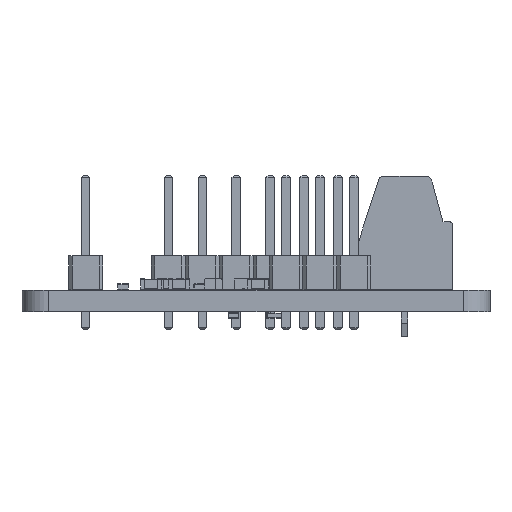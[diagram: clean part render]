
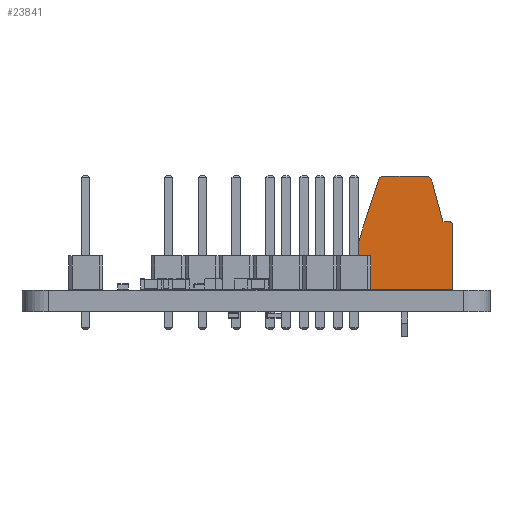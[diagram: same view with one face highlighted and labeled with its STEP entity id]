
A CAD part, left-side view. The second image highlights one B-rep face of the part: STEP entity #23841.
In plain terms, the highlighted planar face has unit normal (-1, 0, 0).
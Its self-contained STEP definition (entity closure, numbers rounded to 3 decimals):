
#23786 = VERTEX_POINT('',#23787);
#23787 = CARTESIAN_POINT('',(-2.,1.487,8.5));
#23793 = EDGE_CURVE('',#23794,#23786,#23796,.T.);
#23794 = VERTEX_POINT('',#23795);
#23795 = CARTESIAN_POINT('',(-2.,-1.566,8.5));
#23796 = LINE('',#23797,#23798);
#23797 = CARTESIAN_POINT('',(-2.,-1.566,8.5));
#23798 = VECTOR('',#23799,1.);
#23799 = DIRECTION('',(0.,1.,0.));
#23841 = ADVANCED_FACE('',(#23842),#23918,.F.);
#23842 = FACE_BOUND('',#23843,.T.);
#23843 = EDGE_LOOP('',(#23844,#23854,#23863,#23871,#23879,#23886,#23887,
    #23896,#23904,#23912));
#23844 = ORIENTED_EDGE('',*,*,#23845,.F.);
#23845 = EDGE_CURVE('',#23846,#23848,#23850,.T.);
#23846 = VERTEX_POINT('',#23847);
#23847 = CARTESIAN_POINT('',(-2.,-3.6,4.8));
#23848 = VERTEX_POINT('',#23849);
#23849 = CARTESIAN_POINT('',(-2.,-3.6,0.));
#23850 = LINE('',#23851,#23852);
#23851 = CARTESIAN_POINT('',(-2.,-3.6,-20.821));
#23852 = VECTOR('',#23853,1.);
#23853 = DIRECTION('',(0.,0.,-1.));
#23854 = ORIENTED_EDGE('',*,*,#23855,.F.);
#23855 = EDGE_CURVE('',#23856,#23846,#23858,.T.);
#23856 = VERTEX_POINT('',#23857);
#23857 = CARTESIAN_POINT('',(-2.,-3.3,5.1));
#23858 = CIRCLE('',#23859,0.3);
#23859 = AXIS2_PLACEMENT_3D('',#23860,#23861,#23862);
#23860 = CARTESIAN_POINT('',(-2.,-3.3,4.8));
#23861 = DIRECTION('',(1.,0.,0.));
#23862 = DIRECTION('',(0.,1.,0.));
#23863 = ORIENTED_EDGE('',*,*,#23864,.F.);
#23864 = EDGE_CURVE('',#23865,#23856,#23867,.T.);
#23865 = VERTEX_POINT('',#23866);
#23866 = CARTESIAN_POINT('',(-2.,-2.861,5.1));
#23867 = LINE('',#23868,#23869);
#23868 = CARTESIAN_POINT('',(-2.,-2.861,5.1));
#23869 = VECTOR('',#23870,1.);
#23870 = DIRECTION('',(0.,-1.,0.));
#23871 = ORIENTED_EDGE('',*,*,#23872,.F.);
#23872 = EDGE_CURVE('',#23873,#23865,#23875,.T.);
#23873 = VERTEX_POINT('',#23874);
#23874 = CARTESIAN_POINT('',(-2.,-2.049,8.129));
#23875 = LINE('',#23876,#23877);
#23876 = CARTESIAN_POINT('',(-2.,-2.049,8.129));
#23877 = VECTOR('',#23878,1.);
#23878 = DIRECTION('',(0.,-0.259,
    -0.966));
#23879 = ORIENTED_EDGE('',*,*,#23880,.F.);
#23880 = EDGE_CURVE('',#23794,#23873,#23881,.T.);
#23881 = CIRCLE('',#23882,0.5);
#23882 = AXIS2_PLACEMENT_3D('',#23883,#23884,#23885);
#23883 = CARTESIAN_POINT('',(-2.,-1.566,8.));
#23884 = DIRECTION('',(1.,0.,0.));
#23885 = DIRECTION('',(0.,1.,0.));
#23886 = ORIENTED_EDGE('',*,*,#23793,.T.);
#23887 = ORIENTED_EDGE('',*,*,#23888,.F.);
#23888 = EDGE_CURVE('',#23889,#23786,#23891,.T.);
#23889 = VERTEX_POINT('',#23890);
#23890 = CARTESIAN_POINT('',(-2.,1.962,8.155));
#23891 = CIRCLE('',#23892,0.5);
#23892 = AXIS2_PLACEMENT_3D('',#23893,#23894,#23895);
#23893 = CARTESIAN_POINT('',(-2.,1.487,8.));
#23894 = DIRECTION('',(1.,0.,0.));
#23895 = DIRECTION('',(0.,1.,0.));
#23896 = ORIENTED_EDGE('',*,*,#23897,.F.);
#23897 = EDGE_CURVE('',#23898,#23889,#23900,.T.);
#23898 = VERTEX_POINT('',#23899);
#23899 = CARTESIAN_POINT('',(-2.,3.7,2.806));
#23900 = LINE('',#23901,#23902);
#23901 = CARTESIAN_POINT('',(-2.,3.7,2.806));
#23902 = VECTOR('',#23903,1.);
#23903 = DIRECTION('',(0.,-0.309,0.951)
  );
#23904 = ORIENTED_EDGE('',*,*,#23905,.F.);
#23905 = EDGE_CURVE('',#23906,#23898,#23908,.T.);
#23906 = VERTEX_POINT('',#23907);
#23907 = CARTESIAN_POINT('',(-2.,3.7,0.));
#23908 = LINE('',#23909,#23910);
#23909 = CARTESIAN_POINT('',(-2.,3.7,0.));
#23910 = VECTOR('',#23911,1.);
#23911 = DIRECTION('',(0.,0.,1.));
#23912 = ORIENTED_EDGE('',*,*,#23913,.F.);
#23913 = EDGE_CURVE('',#23848,#23906,#23914,.T.);
#23914 = LINE('',#23915,#23916);
#23915 = CARTESIAN_POINT('',(-2.,-53.147,0.));
#23916 = VECTOR('',#23917,1.);
#23917 = DIRECTION('',(0.,1.,0.));
#23918 = PLANE('',#23919);
#23919 = AXIS2_PLACEMENT_3D('',#23920,#23921,#23922);
#23920 = CARTESIAN_POINT('',(-2.,31.355,-20.821));
#23921 = DIRECTION('',(1.,0.,0.));
#23922 = DIRECTION('',(0.,1.,0.));
